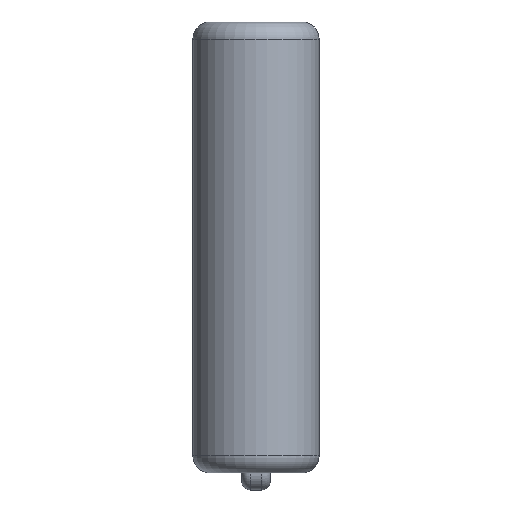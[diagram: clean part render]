
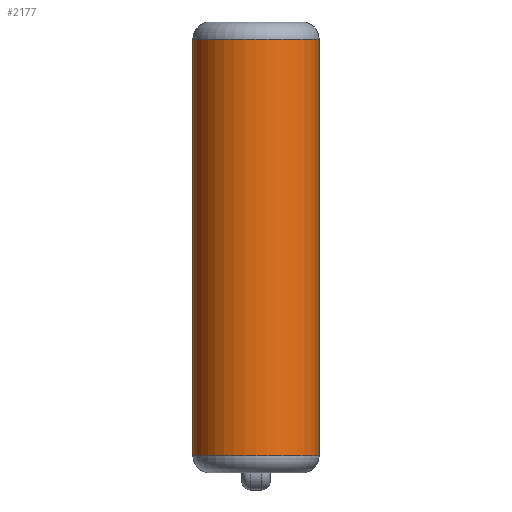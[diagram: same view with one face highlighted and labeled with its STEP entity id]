
A CAD part, left-side view. The second image highlights one B-rep face of the part: STEP entity #2177.
In plain terms, the highlighted cylindrical face has radius 7.35 mm (diameter 14.7 mm), a partial arc.
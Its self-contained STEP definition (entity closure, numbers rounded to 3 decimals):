
#33 = DIRECTION ( 'NONE',  ( 1., 0., 0. ) ) ;
#38 = DIRECTION ( 'NONE',  ( 0., 0., -1. ) ) ;
#42 = CARTESIAN_POINT ( 'NONE',  ( -29., 0., -2. ) ) ;
#139 = EDGE_LOOP ( 'NONE', ( #1887, #2063, #2005, #1303 ) ) ;
#324 = DIRECTION ( 'NONE',  ( 0., 0., 1. ) ) ;
#387 = AXIS2_PLACEMENT_3D ( 'NONE', #1295, #895, #1229 ) ;
#526 = VERTEX_POINT ( 'NONE', #605 ) ;
#563 = VERTEX_POINT ( 'NONE', #1661 ) ;
#599 = VERTEX_POINT ( 'NONE', #1650 ) ;
#605 = CARTESIAN_POINT ( 'NONE',  ( -24.292, 5.644, -50.5 ) ) ;
#658 = CIRCLE ( 'NONE', #1708, 7.35 ) ;
#673 = DIRECTION ( 'NONE',  ( 1., 0., 0. ) ) ;
#678 = DIRECTION ( 'NONE',  ( 0., 0., 1. ) ) ;
#681 = CARTESIAN_POINT ( 'NONE',  ( -29., 0., -50.5 ) ) ;
#866 = LINE ( 'NONE', #1430, #1750 ) ;
#895 = DIRECTION ( 'NONE',  ( 0., 0., 1. ) ) ;
#1227 = CARTESIAN_POINT ( 'NONE',  ( -24.292, 5.644, -52.5 ) ) ;
#1229 = DIRECTION ( 'NONE',  ( 1., 0., 0. ) ) ;
#1295 = CARTESIAN_POINT ( 'NONE',  ( -29., 0., -52.5 ) ) ;
#1303 = ORIENTED_EDGE ( 'NONE', *, *, #2285, .T. ) ;
#1430 = CARTESIAN_POINT ( 'NONE',  ( -24.292, -5.644, -52.5 ) ) ;
#1503 = VERTEX_POINT ( 'NONE', #1905 ) ;
#1561 = CIRCLE ( 'NONE', #1778, 7.35 ) ;
#1620 = DIRECTION ( 'NONE',  ( 0., 0., 1. ) ) ;
#1642 = VECTOR ( 'NONE', #324, 1000. ) ;
#1650 = CARTESIAN_POINT ( 'NONE',  ( -24.292, -5.644, -2. ) ) ;
#1661 = CARTESIAN_POINT ( 'NONE',  ( -24.292, -5.644, -50.5 ) ) ;
#1708 = AXIS2_PLACEMENT_3D ( 'NONE', #42, #38, #33 ) ;
#1750 = VECTOR ( 'NONE', #1620, 1000. ) ;
#1778 = AXIS2_PLACEMENT_3D ( 'NONE', #681, #678, #673 ) ;
#1809 = CYLINDRICAL_SURFACE ( 'NONE', #387, 7.35 ) ;
#1851 = FACE_OUTER_BOUND ( 'NONE', #139, .T. ) ;
#1864 = EDGE_CURVE ( 'NONE', #563, #599, #866, .T. ) ;
#1887 = ORIENTED_EDGE ( 'NONE', *, *, #1934, .F. ) ;
#1905 = CARTESIAN_POINT ( 'NONE',  ( -24.292, 5.644, -2. ) ) ;
#1934 = EDGE_CURVE ( 'NONE', #526, #1503, #1959, .T. ) ;
#1959 = LINE ( 'NONE', #1227, #1642 ) ;
#2005 = ORIENTED_EDGE ( 'NONE', *, *, #1864, .T. ) ;
#2020 = EDGE_CURVE ( 'NONE', #526, #563, #1561, .T. ) ;
#2063 = ORIENTED_EDGE ( 'NONE', *, *, #2020, .T. ) ;
#2177 = ADVANCED_FACE ( 'NONE', ( #1851 ), #1809, .T. ) ;
#2285 = EDGE_CURVE ( 'NONE', #599, #1503, #658, .T. ) ;
